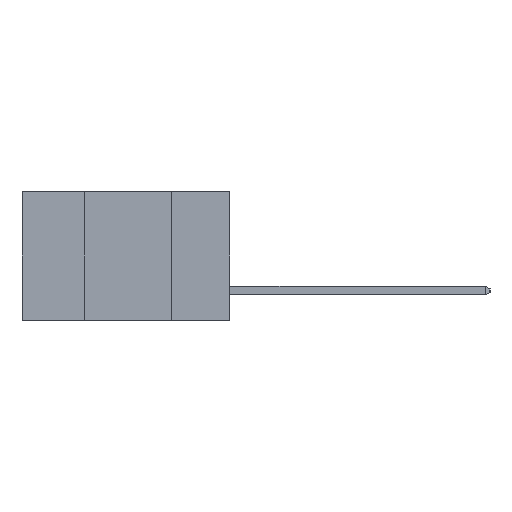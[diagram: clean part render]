
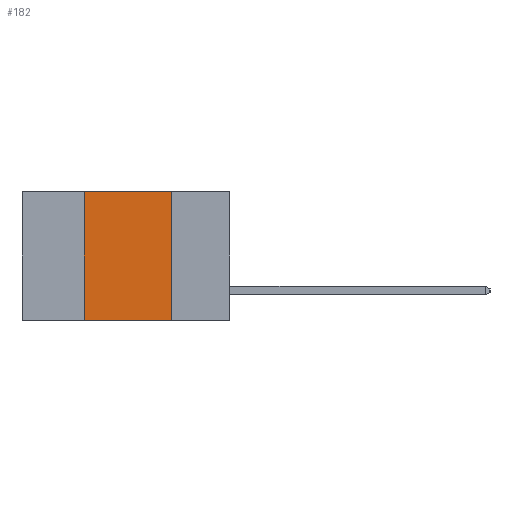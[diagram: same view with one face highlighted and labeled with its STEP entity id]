
A CAD part, left-side view. The second image highlights one B-rep face of the part: STEP entity #182.
In plain terms, the highlighted planar face has unit normal (-1, 0, 0).
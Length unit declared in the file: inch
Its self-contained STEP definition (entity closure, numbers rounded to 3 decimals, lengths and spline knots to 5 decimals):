
#182 = ADVANCED_FACE ( 'NONE', ( #11047 ), #4153, .F. ) ;
#227 = EDGE_CURVE ( 'NONE', #7550, #6834, #2260, .T. ) ;
#560 = AXIS2_PLACEMENT_3D ( 'NONE', #11070, #8347, #9234 ) ;
#1941 = VECTOR ( 'NONE', #10272, 39.37008 ) ;
#2260 = LINE ( 'NONE', #8233, #1941 ) ;
#3363 = CARTESIAN_POINT ( 'NONE',  ( 0., 0.6, -0.37 ) ) ;
#3473 = CARTESIAN_POINT ( 'NONE',  ( 0., 0.42, 0. ) ) ;
#4146 = EDGE_LOOP ( 'NONE', ( #8070, #8579, #8792, #8856 ) ) ;
#4153 = PLANE ( 'NONE',  #560 ) ;
#4370 = DIRECTION ( 'NONE',  ( 0., -1., 0. ) ) ;
#4372 = LINE ( 'NONE', #5837, #6746 ) ;
#4922 = LINE ( 'NONE', #11915, #12666 ) ;
#5263 = VERTEX_POINT ( 'NONE', #3473 ) ;
#5837 = CARTESIAN_POINT ( 'NONE',  ( 0., 0.6, 0. ) ) ;
#6008 = VERTEX_POINT ( 'NONE', #8731 ) ;
#6746 = VECTOR ( 'NONE', #10996, 39.37008 ) ;
#6834 = VERTEX_POINT ( 'NONE', #7076 ) ;
#7076 = CARTESIAN_POINT ( 'NONE',  ( 0., 0.17, -0.37 ) ) ;
#7107 = CARTESIAN_POINT ( 'NONE',  ( 0., 0.17, 0. ) ) ;
#7550 = VERTEX_POINT ( 'NONE', #7107 ) ;
#7824 = LINE ( 'NONE', #3363, #10262 ) ;
#8030 = EDGE_CURVE ( 'NONE', #6008, #5263, #4922, .T. ) ;
#8070 = ORIENTED_EDGE ( 'NONE', *, *, #227, .F. ) ;
#8233 = CARTESIAN_POINT ( 'NONE',  ( 0., 0.17, -0.37 ) ) ;
#8347 = DIRECTION ( 'NONE',  ( 1., 0., 0. ) ) ;
#8579 = ORIENTED_EDGE ( 'NONE', *, *, #10781, .F. ) ;
#8731 = CARTESIAN_POINT ( 'NONE',  ( 0., 0.42, -0.37 ) ) ;
#8792 = ORIENTED_EDGE ( 'NONE', *, *, #8030, .F. ) ;
#8856 = ORIENTED_EDGE ( 'NONE', *, *, #13095, .T. ) ;
#9234 = DIRECTION ( 'NONE',  ( 0., 0., -1. ) ) ;
#10262 = VECTOR ( 'NONE', #4370, 39.37008 ) ;
#10272 = DIRECTION ( 'NONE',  ( 0., 0., -1. ) ) ;
#10781 = EDGE_CURVE ( 'NONE', #5263, #7550, #4372, .T. ) ;
#10996 = DIRECTION ( 'NONE',  ( 0., -1., 0. ) ) ;
#11047 = FACE_OUTER_BOUND ( 'NONE', #4146, .T. ) ;
#11070 = CARTESIAN_POINT ( 'NONE',  ( 0., 0.6, 0. ) ) ;
#11915 = CARTESIAN_POINT ( 'NONE',  ( 0., 0.42, -0.37 ) ) ;
#12666 = VECTOR ( 'NONE', #12867, 39.37008 ) ;
#12867 = DIRECTION ( 'NONE',  ( 0., 0., 1. ) ) ;
#13095 = EDGE_CURVE ( 'NONE', #6008, #6834, #7824, .T. ) ;
